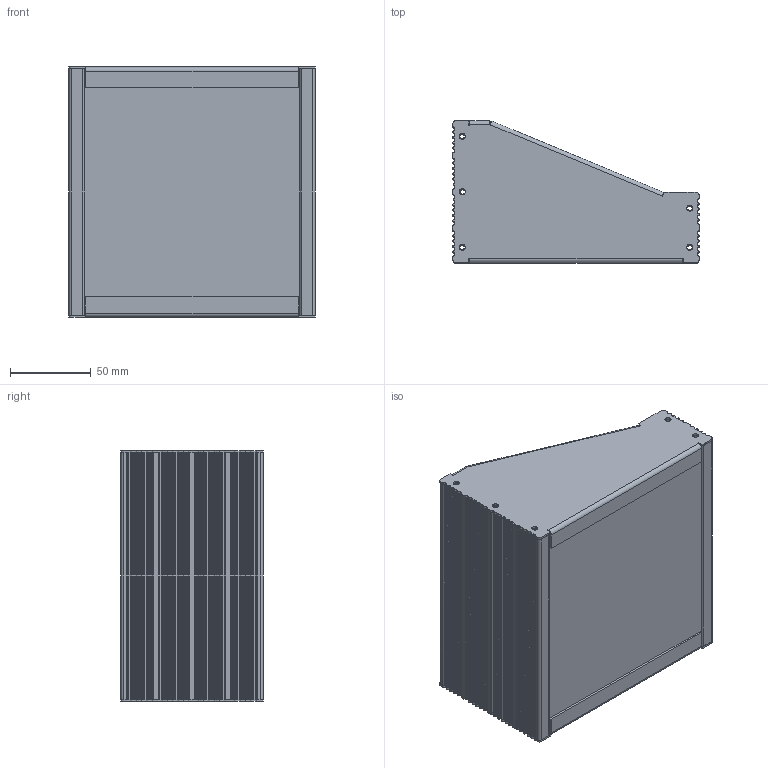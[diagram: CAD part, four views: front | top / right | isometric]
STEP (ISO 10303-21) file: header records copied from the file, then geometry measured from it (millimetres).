
FILE_DESCRIPTION (( 'STEP AP203' ), '1' );
FILE_NAME ('Extruded Consolet Case Mk 0.step', '2020-05-18T13:37:06', ( '' ), ( '' ), 'SwSTEP 2.0', 'SolidWorks 2020', '' );
FILE_SCHEMA (( 'CONFIG_CONTROL_DESIGN' ));
Length unit declared in the file: inch
Products named in the file (7): Extruded Consolet Right_A-BENDS n PROFILED; Extruded Consolet Left_A-BENDS n PROFILED; 1U Extruded Side; 2U Extruded Side Rev 0.1; Extruded Consolet Case Mk 0; BOTTOM PLATE_BENT PANEL CONFIG; Extruded Consolet top_BENT PANEL CONFIG
Assembly tree (6 placements, depth 2):
  Extruded Consolet Case Mk 0
    2U Extruded Side Rev 0.1
    1U Extruded Side
    BOTTOM PLATE_BENT PANEL CONFIG
    Extruded Consolet top_BENT PANEL CONFIG
    Extruded Consolet Right_A-BENDS n PROFILED
    Extruded Consolet Left_A-BENDS n PROFILED
Bounding box: 152.4 x 88.14 x 154.84 mm (x, y, z)
Volume: 209078.9 mm3; surface area: 248790.9 mm2
Topology: 6 solids, 6 shells, 1230 faces, 3607 edges, 2389 vertices
Faces by surface type: plane 630, cylinder 596, bspline 4
Full cylindrical faces by diameter (mm): 3.81 x10
Entity records: 42033 total; most frequent: CARTESIAN_POINT 7445, DIRECTION 7244, ORIENTED_EDGE 7194, EDGE_CURVE 3597, AXIS2_PLACEMENT_3D 2420, VECTOR 2404, LINE 2404, VERTEX_POINT 2389
